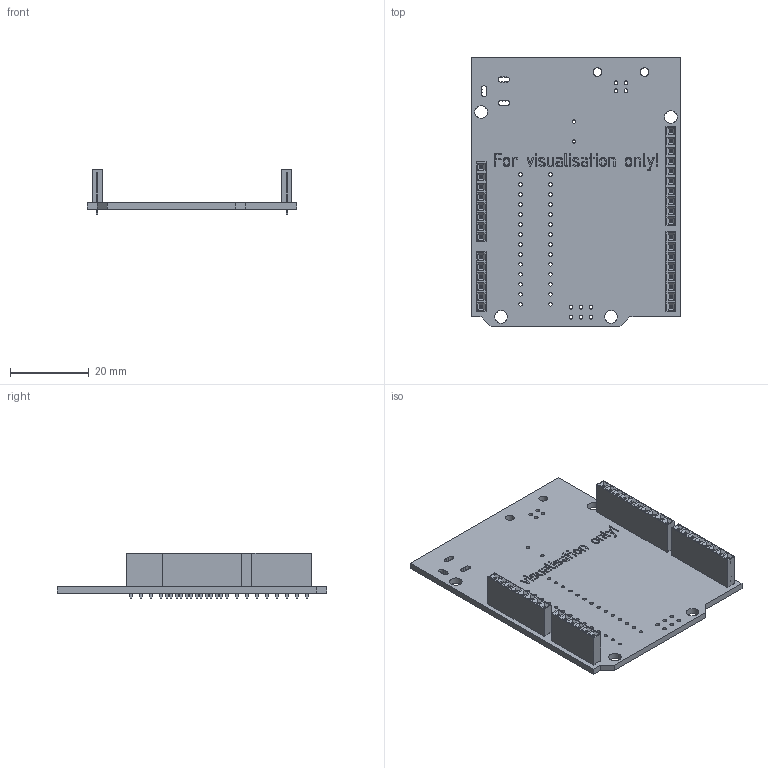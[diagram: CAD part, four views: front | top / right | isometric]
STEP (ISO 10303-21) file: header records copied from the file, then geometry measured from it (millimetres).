
FILE_DESCRIPTION(('FreeCAD Model'),'2;1');
FILE_NAME('Open CASCADE Shape Model','2023-05-12T18:47:30',(''),(''), 'Open CASCADE STEP processor 7.6','FreeCAD','Unknown');
FILE_SCHEMA(('AUTOMOTIVE_DESIGN { 1 0 10303 214 1 1 1 1 }'));
Length unit declared in the file: millimetre
Products named in the file (37): arduino_Uno_Rev3-02-TH; Step_Models_b0bb; Top_b0bb; IOL1_Female_Header_1x8_P2.54_H8.5_straight_6447D604; Pin_One; Epoxy_Body; Body003; Body004; Body005; Body006; Body007; Body008; Body009; IOH1_Female_Header_1x10_P2.54_H8.5_straight_6447D650; Pin_One002; Epoxy_Body002; Body020; Body021; Body022; Body023; Body024; Body034; Body035; Body036; Body037; AD1_Female_Header_1x6_P2.54_H8.5_straight_6447D6AE; Pin_One001; Epoxy_Body001; Body013; Body014; Body015; Body016; Body017; PCB; Body; Nomeklatur; Extrude
Assembly tree (37 placements, depth 5):
  arduino_Uno_Rev3-02-TH
    Step_Models_b0bb
      Top_b0bb
        IOL1_Female_Header_1x8_P2.54_H8.5_straight_6447D604  x2
          Pin_One
          Epoxy_Body
          Body003
          Body004
          Body005
          Body006
          Body007
          Body008
          Body009
        IOH1_Female_Header_1x10_P2.54_H8.5_straight_6447D650
          Pin_One002
          Epoxy_Body002
          Body020
          Body021
          Body022
          Body023
          Body024
          Body034
          Body035
          Body036
          Body037
        AD1_Female_Header_1x6_P2.54_H8.5_straight_6447D6AE
          Pin_One001
          Epoxy_Body001
          Body013
          Body014
          Body015
          Body016
          Body017
    PCB
      Body
    Nomeklatur
      Extrude
Bounding box: 53.34 x 68.58 x 11.5 mm (x, y, z)
Volume: 7143.4 mm3; surface area: 12480.9 mm2
Topology: 62 solids, 62 shells, 1813 faces, 5063 edges, 3314 vertices
Faces by surface type: plane 1100, cylinder 322, extrusion 263, bspline 128
Full cylindrical faces by diameter (mm): 0.85 x62, 0.95 x10, 2.2 x2, 3.2 x4
Entity records: 48526 total; most frequent: CARTESIAN_POINT 10260, ORIENTED_EDGE 8154, DIRECTION 6614, EDGE_CURVE 4077, VECTOR 3142, LINE 2879, VERTEX_POINT 2702, AXIS2_PLACEMENT_3D 1736
